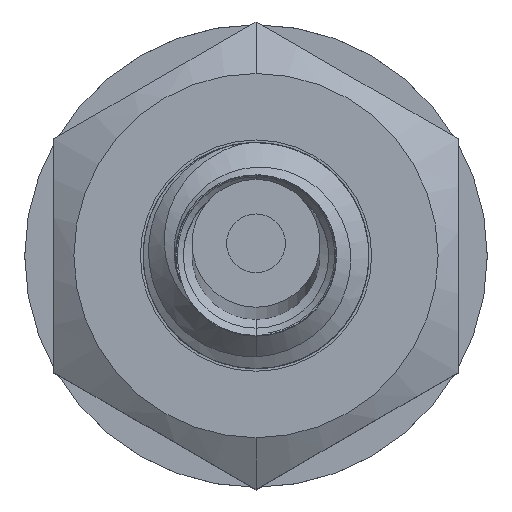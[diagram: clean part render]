
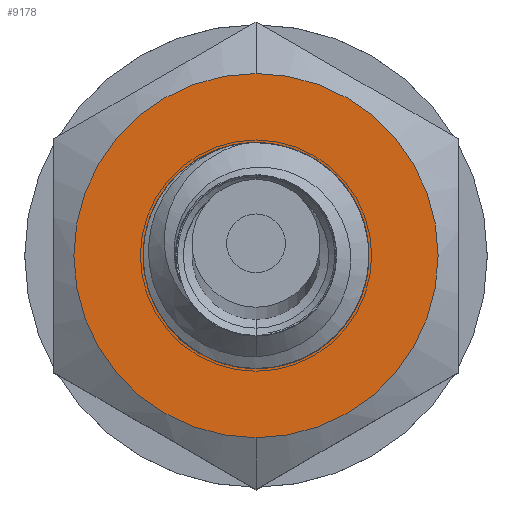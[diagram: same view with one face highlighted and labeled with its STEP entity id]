
A CAD part, top view. The second image highlights one B-rep face of the part: STEP entity #9178.
In plain terms, the highlighted planar face has unit normal (0, 0, 1).
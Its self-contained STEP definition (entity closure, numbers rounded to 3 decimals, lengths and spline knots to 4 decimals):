
#8869=CARTESIAN_POINT('',(0.,0.,2.544));
#8870=DIRECTION('',(0.,0.,1.));
#8871=DIRECTION('',(-1.,0.,0.));
#8872=AXIS2_PLACEMENT_3D('',#8869,#8870,#8871);
#8874=CARTESIAN_POINT('',(0.,0.,2.544));
#8875=DIRECTION('',(0.,0.,1.));
#8876=DIRECTION('',(1.,0.,0.));
#8877=AXIS2_PLACEMENT_3D('',#8874,#8875,#8876);
#8879=CARTESIAN_POINT('',(0.,0.,2.544));
#8880=DIRECTION('',(0.,0.,1.));
#8881=DIRECTION('',(0.,1.,0.));
#8882=AXIS2_PLACEMENT_3D('',#8879,#8880,#8881);
#8884=CARTESIAN_POINT('',(0.,0.,2.544));
#8885=DIRECTION('',(0.,0.,1.));
#8886=DIRECTION('',(0.,-1.,0.));
#8887=AXIS2_PLACEMENT_3D('',#8884,#8885,#8886);
#9086=CARTESIAN_POINT('',(-1.65,0.,2.544));
#9088=VERTEX_POINT('',#9086);
#9090=CARTESIAN_POINT('',(1.65,0.,2.544));
#9092=VERTEX_POINT('',#9090);
#9093=CARTESIAN_POINT('',(0.,3.15,2.544));
#9095=VERTEX_POINT('',#9093);
#9101=CARTESIAN_POINT('',(0.,-3.15,2.544));
#9103=VERTEX_POINT('',#9101);
#9163=CARTESIAN_POINT('',(0.,0.,2.544));
#9164=DIRECTION('',(0.,0.,1.));
#9165=DIRECTION('',(1.,0.,0.));
#9166=AXIS2_PLACEMENT_3D('',#9163,#9164,#9165);
#9167=PLANE('',#9166);
#9169=ORIENTED_EDGE('',*,*,#9168,.F.);
#9171=ORIENTED_EDGE('',*,*,#9170,.F.);
#9172=EDGE_LOOP('',(#9169,#9171));
#9173=FACE_OUTER_BOUND('',#9172,.F.);
#9174=ORIENTED_EDGE('',*,*,#9145,.T.);
#9175=ORIENTED_EDGE('',*,*,#9156,.T.);
#9176=EDGE_LOOP('',(#9174,#9175));
#9177=FACE_BOUND('',#9176,.F.);
#9178=ADVANCED_FACE('',(#9173,#9177),#9167,.T.);
#8873=CIRCLE('',#8872,1.65);
#8878=CIRCLE('',#8877,1.65);
#8883=CIRCLE('',#8882,3.15);
#8888=CIRCLE('',#8887,3.15);
#9145=EDGE_CURVE('',#9088,#9092,#8873,.T.);
#9156=EDGE_CURVE('',#9092,#9088,#8878,.T.);
#9168=EDGE_CURVE('',#9095,#9103,#8883,.T.);
#9170=EDGE_CURVE('',#9103,#9095,#8888,.T.);
